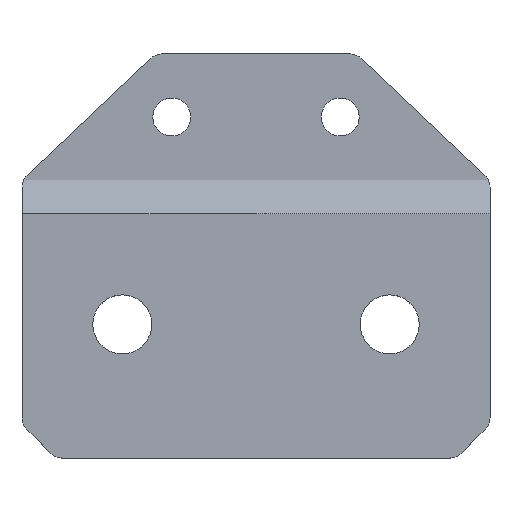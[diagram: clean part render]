
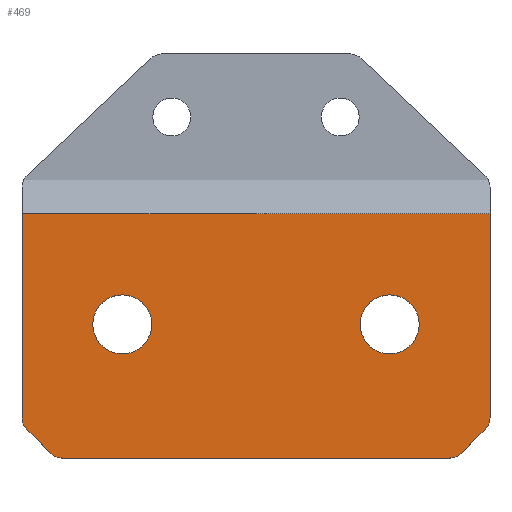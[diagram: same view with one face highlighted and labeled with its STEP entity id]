
A CAD part, top view. The second image highlights one B-rep face of the part: STEP entity #469.
In plain terms, the highlighted planar face has unit normal (0, 0, 1).
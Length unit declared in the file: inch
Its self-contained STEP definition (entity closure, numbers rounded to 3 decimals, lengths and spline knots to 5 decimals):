
#7 = EDGE_CURVE ( 'NONE', #1065, #417, #499, .T. ) ;
#11 = ORIENTED_EDGE ( 'NONE', *, *, #784, .F. ) ;
#20 = VERTEX_POINT ( 'NONE', #56 ) ;
#25 = DIRECTION ( 'NONE',  ( 0., 0., 1. ) ) ;
#35 = DIRECTION ( 'NONE',  ( 0., 0., 1. ) ) ;
#36 = CARTESIAN_POINT ( 'NONE',  ( -0.625, -0.625, 0.125 ) ) ;
#37 = VERTEX_POINT ( 'NONE', #141 ) ;
#56 = CARTESIAN_POINT ( 'NONE',  ( 0.85669, -0.39331, 0.125 ) ) ;
#76 = ORIENTED_EDGE ( 'NONE', *, *, #251, .T. ) ;
#95 = FACE_BOUND ( 'NONE', #241, .T. ) ;
#98 = AXIS2_PLACEMENT_3D ( 'NONE', #368, #25, #117 ) ;
#117 = DIRECTION ( 'NONE',  ( 1., 0., 0. ) ) ;
#129 = ORIENTED_EDGE ( 'NONE', *, *, #941, .F. ) ;
#134 = CARTESIAN_POINT ( 'NONE',  ( -0.875, -0.5, 0.125 ) ) ;
#141 = CARTESIAN_POINT ( 'NONE',  ( 0.875, 0.41437, 0.125 ) ) ;
#144 = EDGE_CURVE ( 'NONE', #911, #847, #978, .T. ) ;
#148 = VERTEX_POINT ( 'NONE', #827 ) ;
#152 = FACE_OUTER_BOUND ( 'NONE', #595, .T. ) ;
#160 = CARTESIAN_POINT ( 'NONE',  ( 0.625, -0.625, 0.125 ) ) ;
#163 = DIRECTION ( 'NONE',  ( 1., 0., 0. ) ) ;
#182 = ORIENTED_EDGE ( 'NONE', *, *, #781, .T. ) ;
#191 = CARTESIAN_POINT ( 'NONE',  ( 0.3895, 0., 0.125 ) ) ;
#192 = VERTEX_POINT ( 'NONE', #493 ) ;
#193 = VERTEX_POINT ( 'NONE', #578 ) ;
#217 = VECTOR ( 'NONE', #640, 39.37008 ) ;
#218 = CARTESIAN_POINT ( 'NONE',  ( 0.8125, -0.34911, 0.125 ) ) ;
#239 = CARTESIAN_POINT ( 'NONE',  ( 0.5, 0., 0.125 ) ) ;
#241 = EDGE_LOOP ( 'NONE', ( #129, #428 ) ) ;
#251 = EDGE_CURVE ( 'NONE', #1054, #192, #513, .T. ) ;
#257 = VECTOR ( 'NONE', #704, 39.37008 ) ;
#262 = DIRECTION ( 'NONE',  ( 0., 1., 0. ) ) ;
#266 = ORIENTED_EDGE ( 'NONE', *, *, #447, .T. ) ;
#291 = DIRECTION ( 'NONE',  ( 1., 0., 0. ) ) ;
#310 = EDGE_CURVE ( 'NONE', #648, #148, #798, .T. ) ;
#316 = VECTOR ( 'NONE', #763, 39.37008 ) ;
#328 = VECTOR ( 'NONE', #683, 39.37008 ) ;
#335 = CIRCLE ( 'NONE', #979, 0.1105 ) ;
#336 = CARTESIAN_POINT ( 'NONE',  ( -0.875, 0.41437, 0.125 ) ) ;
#339 = CIRCLE ( 'NONE', #829, 0.1105 ) ;
#348 = DIRECTION ( 'NONE',  ( 1., 0., 0. ) ) ;
#354 = AXIS2_PLACEMENT_3D ( 'NONE', #583, #657, #898 ) ;
#368 = CARTESIAN_POINT ( 'NONE',  ( 0., 0., 0.125 ) ) ;
#379 = CARTESIAN_POINT ( 'NONE',  ( -0.76831, -0.48169, 0.125 ) ) ;
#385 = CARTESIAN_POINT ( 'NONE',  ( -0.8125, -0.34911, 0.125 ) ) ;
#410 = CIRCLE ( 'NONE', #926, 0.1105 ) ;
#415 = LINE ( 'NONE', #160, #257 ) ;
#417 = VERTEX_POINT ( 'NONE', #537 ) ;
#428 = ORIENTED_EDGE ( 'NONE', *, *, #438, .F. ) ;
#430 = VERTEX_POINT ( 'NONE', #612 ) ;
#432 = CARTESIAN_POINT ( 'NONE',  ( -0.875, 0.53937, 0.125 ) ) ;
#434 = VECTOR ( 'NONE', #262, 39.37008 ) ;
#438 = EDGE_CURVE ( 'NONE', #919, #193, #339, .T. ) ;
#447 = EDGE_CURVE ( 'NONE', #579, #911, #560, .T. ) ;
#457 = DIRECTION ( 'NONE',  ( 1., 0., 0. ) ) ;
#460 = ORIENTED_EDGE ( 'NONE', *, *, #993, .T. ) ;
#466 = CARTESIAN_POINT ( 'NONE',  ( -0.72411, -0.5, 0.125 ) ) ;
#469 = ADVANCED_FACE ( 'NONE', ( #95, #507, #152 ), #534, .T. ) ;
#493 = CARTESIAN_POINT ( 'NONE',  ( -0.875, -0.34911, 0.125 ) ) ;
#494 = EDGE_LOOP ( 'NONE', ( #11, #615 ) ) ;
#496 = EDGE_CURVE ( 'NONE', #192, #579, #1019, .T. ) ;
#499 = CIRCLE ( 'NONE', #624, 0.1105 ) ;
#507 = FACE_BOUND ( 'NONE', #494, .T. ) ;
#513 = LINE ( 'NONE', #432, #527 ) ;
#518 = EDGE_CURVE ( 'NONE', #20, #430, #717, .T. ) ;
#520 = CARTESIAN_POINT ( 'NONE',  ( 0.72411, -0.4375, 0.125 ) ) ;
#524 = AXIS2_PLACEMENT_3D ( 'NONE', #218, #553, #457 ) ;
#527 = VECTOR ( 'NONE', #844, 39.37008 ) ;
#534 = PLANE ( 'NONE',  #98 ) ;
#536 = CARTESIAN_POINT ( 'NONE',  ( 0.5, 0., 0.125 ) ) ;
#537 = CARTESIAN_POINT ( 'NONE',  ( 0.6105, 0., 0.125 ) ) ;
#550 = DIRECTION ( 'NONE',  ( 1., 0., 0. ) ) ;
#553 = DIRECTION ( 'NONE',  ( 0., 0., 1. ) ) ;
#560 = LINE ( 'NONE', #36, #316 ) ;
#572 = EDGE_CURVE ( 'NONE', #847, #648, #694, .T. ) ;
#578 = CARTESIAN_POINT ( 'NONE',  ( -0.3895, 0., 0.125 ) ) ;
#579 = VERTEX_POINT ( 'NONE', #867 ) ;
#583 = CARTESIAN_POINT ( 'NONE',  ( -0.72411, -0.4375, 0.125 ) ) ;
#595 = EDGE_LOOP ( 'NONE', ( #935, #682, #182, #779, #460, #930, #76, #936, #266, #949 ) ) ;
#612 = CARTESIAN_POINT ( 'NONE',  ( 0.875, -0.34911, 0.125 ) ) ;
#615 = ORIENTED_EDGE ( 'NONE', *, *, #7, .F. ) ;
#622 = DIRECTION ( 'NONE',  ( 0., 0., 1. ) ) ;
#624 = AXIS2_PLACEMENT_3D ( 'NONE', #239, #816, #163 ) ;
#640 = DIRECTION ( 'NONE',  ( 1., 0., 0. ) ) ;
#648 = VERTEX_POINT ( 'NONE', #1066 ) ;
#653 = CARTESIAN_POINT ( 'NONE',  ( 0.875, 0.5, 0.125 ) ) ;
#657 = DIRECTION ( 'NONE',  ( 0., 0., 1. ) ) ;
#682 = ORIENTED_EDGE ( 'NONE', *, *, #310, .T. ) ;
#683 = DIRECTION ( 'NONE',  ( -1., 0., 0. ) ) ;
#694 = LINE ( 'NONE', #134, #217 ) ;
#704 = DIRECTION ( 'NONE',  ( 0.707, 0.707, 0. ) ) ;
#717 = CIRCLE ( 'NONE', #524, 0.0625 ) ;
#763 = DIRECTION ( 'NONE',  ( 0.707, -0.707, 0. ) ) ;
#775 = CARTESIAN_POINT ( 'NONE',  ( -0.5, 0., 0.125 ) ) ;
#779 = ORIENTED_EDGE ( 'NONE', *, *, #518, .T. ) ;
#781 = EDGE_CURVE ( 'NONE', #148, #20, #415, .T. ) ;
#784 = EDGE_CURVE ( 'NONE', #417, #1065, #410, .T. ) ;
#789 = DIRECTION ( 'NONE',  ( 0., 0., 1. ) ) ;
#798 = CIRCLE ( 'NONE', #868, 0.0625 ) ;
#816 = DIRECTION ( 'NONE',  ( 0., 0., 1. ) ) ;
#827 = CARTESIAN_POINT ( 'NONE',  ( 0.76831, -0.48169, 0.125 ) ) ;
#829 = AXIS2_PLACEMENT_3D ( 'NONE', #775, #622, #1023 ) ;
#833 = DIRECTION ( 'NONE',  ( 0., 0., 1. ) ) ;
#844 = DIRECTION ( 'NONE',  ( 0., -1., 0. ) ) ;
#847 = VERTEX_POINT ( 'NONE', #466 ) ;
#867 = CARTESIAN_POINT ( 'NONE',  ( -0.85669, -0.39331, 0.125 ) ) ;
#868 = AXIS2_PLACEMENT_3D ( 'NONE', #520, #833, #348 ) ;
#880 = CARTESIAN_POINT ( 'NONE',  ( -0.6105, 0., 0.125 ) ) ;
#897 = LINE ( 'NONE', #653, #434 ) ;
#898 = DIRECTION ( 'NONE',  ( 1., 0., 0. ) ) ;
#911 = VERTEX_POINT ( 'NONE', #379 ) ;
#919 = VERTEX_POINT ( 'NONE', #880 ) ;
#926 = AXIS2_PLACEMENT_3D ( 'NONE', #536, #35, #291 ) ;
#929 = LINE ( 'NONE', #336, #328 ) ;
#930 = ORIENTED_EDGE ( 'NONE', *, *, #1011, .T. ) ;
#935 = ORIENTED_EDGE ( 'NONE', *, *, #572, .T. ) ;
#936 = ORIENTED_EDGE ( 'NONE', *, *, #496, .T. ) ;
#941 = EDGE_CURVE ( 'NONE', #193, #919, #335, .T. ) ;
#949 = ORIENTED_EDGE ( 'NONE', *, *, #144, .T. ) ;
#968 = DIRECTION ( 'NONE',  ( 0., 0., 1. ) ) ;
#978 = CIRCLE ( 'NONE', #354, 0.0625 ) ;
#979 = AXIS2_PLACEMENT_3D ( 'NONE', #1060, #968, #550 ) ;
#993 = EDGE_CURVE ( 'NONE', #430, #37, #897, .T. ) ;
#1011 = EDGE_CURVE ( 'NONE', #37, #1054, #929, .T. ) ;
#1012 = CARTESIAN_POINT ( 'NONE',  ( -0.875, 0.41437, 0.125 ) ) ;
#1019 = CIRCLE ( 'NONE', #1039, 0.0625 ) ;
#1023 = DIRECTION ( 'NONE',  ( 1., 0., 0. ) ) ;
#1039 = AXIS2_PLACEMENT_3D ( 'NONE', #385, #789, #1042 ) ;
#1042 = DIRECTION ( 'NONE',  ( 1., 0., 0. ) ) ;
#1054 = VERTEX_POINT ( 'NONE', #1012 ) ;
#1060 = CARTESIAN_POINT ( 'NONE',  ( -0.5, 0., 0.125 ) ) ;
#1065 = VERTEX_POINT ( 'NONE', #191 ) ;
#1066 = CARTESIAN_POINT ( 'NONE',  ( 0.72411, -0.5, 0.125 ) ) ;
